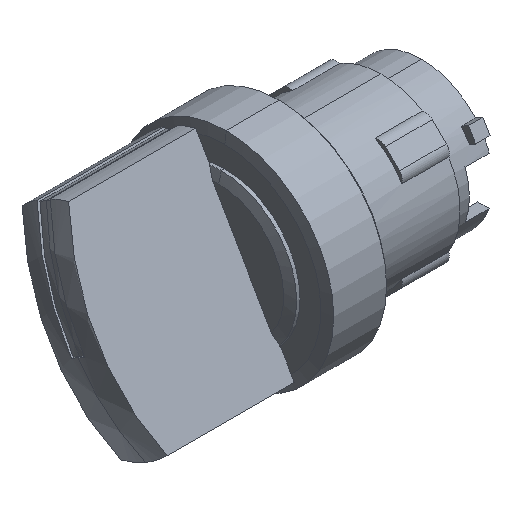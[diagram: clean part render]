
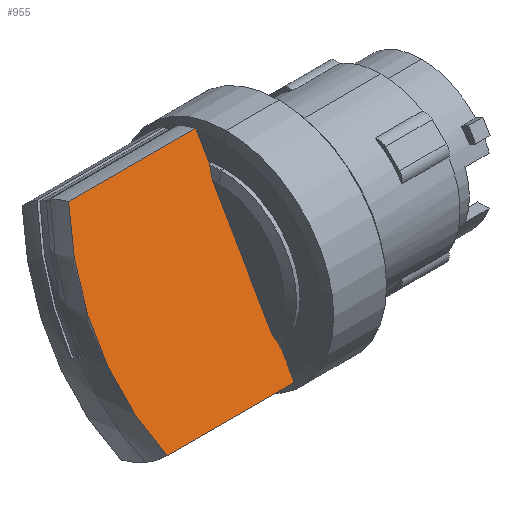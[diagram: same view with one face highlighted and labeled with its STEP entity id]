
A CAD part, isometric view. The second image highlights one B-rep face of the part: STEP entity #955.
In plain terms, the highlighted planar face has unit normal (0, -0.866, 0.5).
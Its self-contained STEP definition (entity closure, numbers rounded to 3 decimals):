
#291=CARTESIAN_POINT('POINT6607',(-7.6,-9.615,
   -9.529));
#292=VERTEX_POINT('VERTEX6607',#291);
#300=CARTESIAN_POINT('POINT6608',(-24.457,-9.615
   ,-9.529));
#301=VERTEX_POINT('VERTEX6608',#300);
#302=CARTESIAN_POINT('POS9969',(-16.028,-9.615,
   -9.529));
#303=DIRECTION('DIR15690',(-1.,0.,
   0.));
#304=VECTOR('VEC4248',#303,25.4);
#305=LINE('STRAIGHT4248',#302,#304);
#306=EDGE_CURVE('EDGE10015',#292,#301,#305,.T.);
#331=CARTESIAN_POINT('POINT6609',(-24.457,3.445,
   13.092));
#332=VERTEX_POINT('VERTEX6609',#331);
#333=CARTESIAN_POINT('POS9973',(4.858,
   -3.085,1.781));
#334=DIRECTION('DIR15697',(0.,0.866,
   -0.5));
#335=DIRECTION('DIR15698',(0.,-0.5,-0.866));
#336=AXIS2_PLACEMENT_3D('AXIS5725',#333,#334,#335);
#337=CIRCLE('ELLIPSE3188',#336,32.093);
#338=EDGE_CURVE('EDGE10018',#301,#332,#337,.T.);
#360=CARTESIAN_POINT('POINT6611',(-8.,-7.002,
   -5.002));
#361=VERTEX_POINT('VERTEX6611',#360);
#362=CARTESIAN_POINT('POINT6612',(-8.,0.831,
   8.565));
#363=VERTEX_POINT('VERTEX6612',#362);
#364=CARTESIAN_POINT('POS9976',(-8.,-3.085,
   1.781));
#365=DIRECTION('DIR15703',(0.,0.5,
   0.866));
#366=VECTOR('VEC4249',#365,25.4);
#367=LINE('STRAIGHT4249',#364,#366);
#368=EDGE_CURVE('EDGE10021',#361,#363,#367,.T.);
#389=CARTESIAN_POINT('POINT6614',(-7.6,3.445,
   13.092));
#390=VERTEX_POINT('VERTEX6614',#389);
#391=CARTESIAN_POINT('POS9979',(-16.028,3.445,
   13.092));
#392=DIRECTION('DIR15708',(1.,0.,
   0.));
#393=VECTOR('VEC4250',#392,25.4);
#394=LINE('STRAIGHT4250',#391,#393);
#395=EDGE_CURVE('EDGE10024',#332,#390,#394,.T.);
#859=CARTESIAN_POINT('POINT6645',(-7.6,-7.744,
   -6.287));
#860=VERTEX_POINT('VERTEX6645',#859);
#868=CARTESIAN_POINT('POS10025',(-7.6,-1.393,
   4.712));
#869=DIRECTION('DIR15775',(0.,-0.5,
   -0.866));
#870=VECTOR('VEC4275',#869,25.4);
#871=LINE('STRAIGHT4275',#868,#870);
#872=EDGE_CURVE('EDGE10076',#860,#292,#871,.T.);
#900=CARTESIAN_POINT('POINT6647',(-7.65,
   -7.744,-6.287));
#901=VERTEX_POINT('VERTEX6647',#900);
#902=CARTESIAN_POINT('POS10029',(28.524,
   -3.085,1.781));
#903=DIRECTION('DIR15781',(0.,0.866,
   -0.5));
#904=DIRECTION('DIR15782',(0.,0.5,0.866));
#905=AXIS2_PLACEMENT_3D('AXIS5753',#902,#903,#904);
#906=CIRCLE('ELLIPSE3202',#905,37.354);
#907=EDGE_CURVE('EDGE10079',#901,#361,#906,.T.);
#915=CARTESIAN_POINT('POINT6648',(-7.65,
   1.573,9.85));
#916=VERTEX_POINT('VERTEX6648',#915);
#919=EDGE_CURVE('EDGE10082',#363,#916,#906,.T.);
#925=CARTESIAN_POINT('POS10030',(-7.325,
   -7.744,-6.287));
#926=DIRECTION('DIR15783',(-1.,0.,0.));
#927=VECTOR('VEC4277',#926,25.4);
#928=LINE('STRAIGHT4277',#925,#927);
#929=EDGE_CURVE('EDGE10083',#860,#901,#928,.T.);
#930=ORIENTED_EDGE('COEDGE20126',*,*,#929,.T.);
#931=ORIENTED_EDGE('COEDGE20127',*,*,#907,.T.);
#932=ORIENTED_EDGE('COEDGE20128',*,*,#368,.T.);
#933=ORIENTED_EDGE('COEDGE20129',*,*,#919,.T.);
#934=CARTESIAN_POINT('POINT6649',(-7.6,1.573,
   9.85));
#935=VERTEX_POINT('VERTEX6649',#934);
#936=CARTESIAN_POINT('POS10031',(-7.325,
   1.573,9.85));
#937=DIRECTION('DIR15784',(1.,0.,0.));
#938=VECTOR('VEC4278',#937,25.4);
#939=LINE('STRAIGHT4278',#936,#938);
#940=EDGE_CURVE('EDGE10084',#916,#935,#939,.T.);
#941=ORIENTED_EDGE('COEDGE20130',*,*,#940,.T.);
#942=EDGE_CURVE('EDGE10085',#390,#935,#871,.T.);
#943=ORIENTED_EDGE('COEDGE20131',*,*,#942,.F.);
#944=ORIENTED_EDGE('COEDGE20132',*,*,#395,.F.);
#945=ORIENTED_EDGE('COEDGE20133',*,*,#338,.F.);
#946=ORIENTED_EDGE('COEDGE20134',*,*,#306,.F.);
#947=ORIENTED_EDGE('COEDGE20135',*,*,#872,.F.);
#948=EDGE_LOOP('NONE',(#930,#931,#932,#933,#941,#943,#944,#945,#946,#947
   ));
#949=FACE_BOUND('LOOP1',#948,.T.);
#950=CARTESIAN_POINT('POS10032',(-17.516,-3.085,
   1.781));
#951=DIRECTION('DIR15785',(0.,-0.866
   ,0.5));
#952=DIRECTION('DIR15786',(1.,0.,
   0.));
#953=AXIS2_PLACEMENT_3D('AXIS5754',#950,#951,#952);
#954=PLANE('PLANE1396',#953);
#955=ADVANCED_FACE('FACE3761',(#949),#954,.T.);
